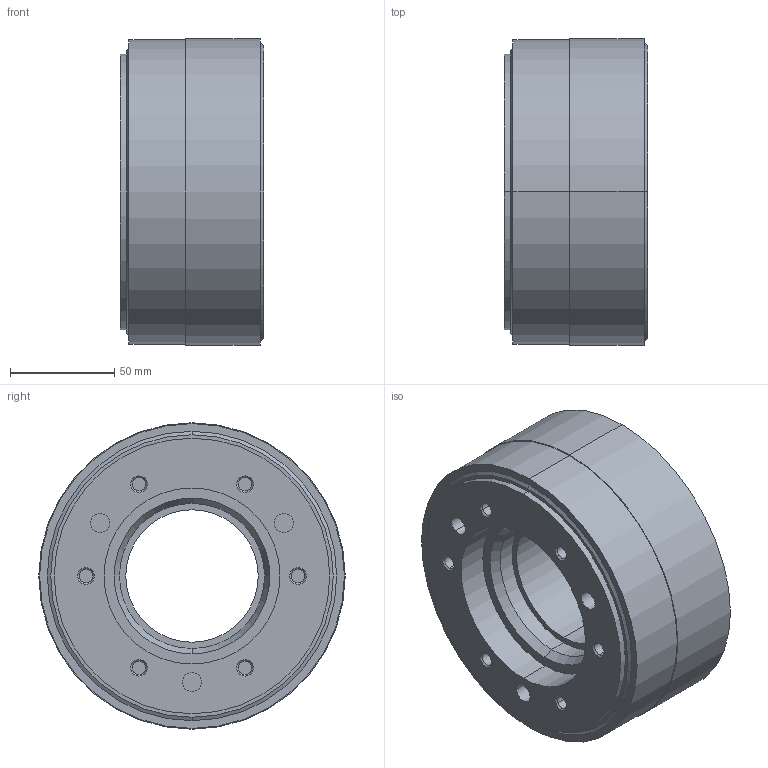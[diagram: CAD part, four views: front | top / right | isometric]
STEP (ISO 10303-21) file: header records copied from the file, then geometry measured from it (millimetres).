
FILE_DESCRIPTION(('starvars output'),'2;1');
FILE_NAME('cv20170217075649000029414.stp','07:56:49 2017/02/17',( 'Thomas Industrial Network Germany GmbH'),( 'Thomas Industrial Network Germany GmbH'),'unknown preprocess','ACIS' ,'unknown authorization');
FILE_SCHEMA(('CONFIG_CONTROL_DESIGN {UNKNOWN IMPLEMENTATION LEVEL}'));
Length unit declared in the file: millimetre
Products named in the file (1): PRODUCT_ID_2
Bounding box: 68.58 x 146.81 x 146.81 mm (x, y, z)
Volume: 873427 mm3; surface area: 76429 mm2
Topology: 1 solids, 1 shells, 77 faces, 154 edges, 94 vertices
Faces by surface type: cone 30, cylinder 30, plane 17
Entity records: 1718 total; most frequent: ORIENTED_EDGE 308, CARTESIAN_POINT 248, DIRECTION 248, EDGE_CURVE 154, VERTEX_POINT 94, AXIS2_PLACEMENT_3D 94, EDGE_LOOP 94, FACE_BOUND 94
